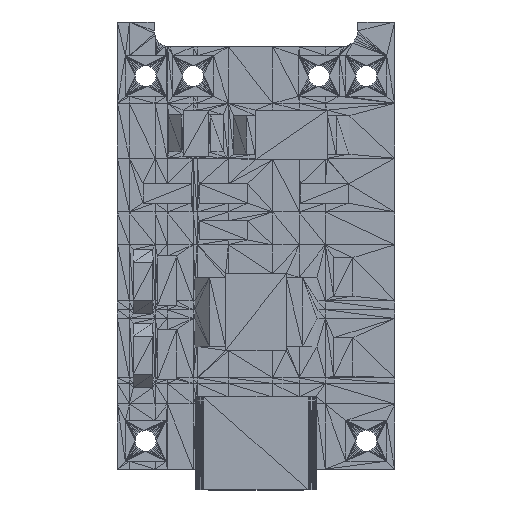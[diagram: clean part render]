
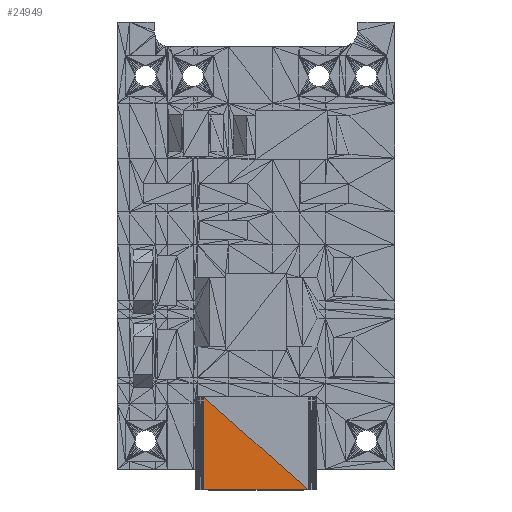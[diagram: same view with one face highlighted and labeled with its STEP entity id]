
A CAD part, top view. The second image highlights one B-rep face of the part: STEP entity #24949.
In plain terms, the highlighted planar face has unit normal (0, 0, 1).
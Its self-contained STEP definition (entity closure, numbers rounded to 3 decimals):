
#1969=FACE_OUTER_BOUND('',#4059,.T.);
#4059=EDGE_LOOP('',(#20497,#20498,#20499));
#7146=LINE('',#40401,#10281);
#7149=LINE('',#40406,#10284);
#7150=LINE('',#40408,#10285);
#10281=VECTOR('',#34048,10.);
#10284=VECTOR('',#34053,10.);
#10285=VECTOR('',#34056,10.);
#11208=VERTEX_POINT('',#38924);
#11454=VERTEX_POINT('',#40400);
#11455=VERTEX_POINT('',#40404);
#14451=EDGE_CURVE('',#11208,#11454,#7146,.T.);
#14454=EDGE_CURVE('',#11455,#11208,#7149,.T.);
#14455=EDGE_CURVE('',#11455,#11454,#7150,.T.);
#20497=ORIENTED_EDGE('',*,*,#14451,.F.);
#20498=ORIENTED_EDGE('',*,*,#14454,.F.);
#20499=ORIENTED_EDGE('',*,*,#14455,.T.);
#22859=PLANE('',#27053);
#24949=ADVANCED_FACE('',(#1969),#22859,.T.);
#27053=AXIS2_PLACEMENT_3D('',#40407,#34054,#34055);
#34048=DIRECTION('',(0.746,-0.666,0.));
#34053=DIRECTION('',(0.,1.,0.));
#34054=DIRECTION('center_axis',(0.,0.,1.));
#34055=DIRECTION('ref_axis',(1.,0.,0.));
#34056=DIRECTION('',(1.,0.,0.));
#38924=CARTESIAN_POINT('',(54.,58.,40.));
#40400=CARTESIAN_POINT('',(119.,0.,40.));
#40401=CARTESIAN_POINT('',(54.,58.,40.));
#40404=CARTESIAN_POINT('',(54.,0.,40.));
#40406=CARTESIAN_POINT('',(54.,0.,40.));
#40407=CARTESIAN_POINT('Origin',(54.,0.,40.));
#40408=CARTESIAN_POINT('',(54.,0.,40.));
